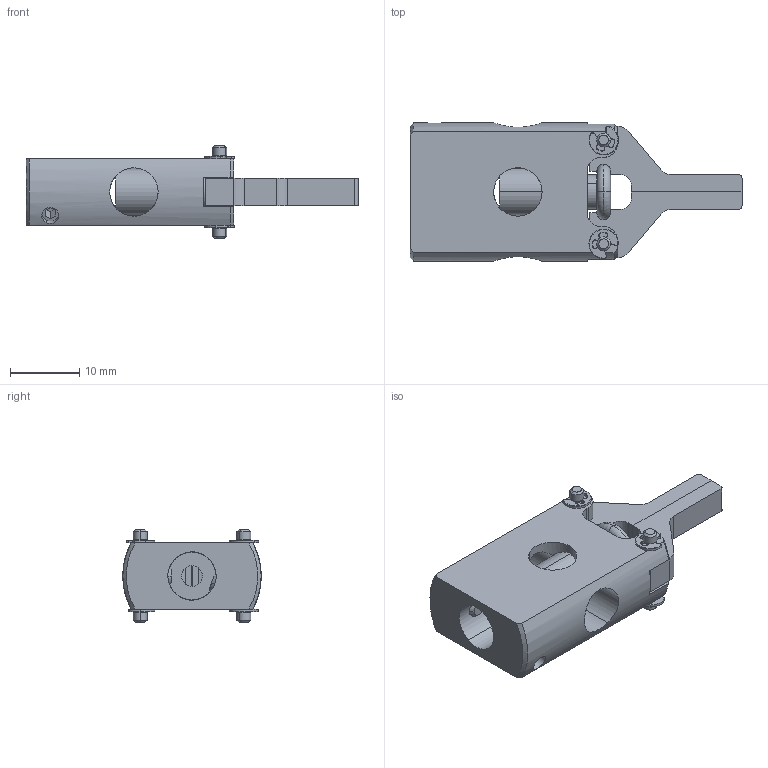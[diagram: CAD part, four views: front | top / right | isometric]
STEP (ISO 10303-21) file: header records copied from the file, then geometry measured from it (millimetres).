
FILE_DESCRIPTION(('CATIA V5 STEP Exchange'),'2;1');
FILE_NAME('PGWMS_Rev_B_20190625.stp','2019-06-25T08:41:24+00:00',('none'),('none'),'CATIA Version 5 Release 20 SP 7 (IN-10)','CATIA V5 STEP AP214','none');
FILE_SCHEMA(('AUTOMOTIVE_DESIGN { 1 0 10303 214 1 1 1 1 }'));
Length unit declared in the file: millimetre
Products named in the file (1): PGWMS
Bounding box: 48 x 20 x 13.4 mm (x, y, z)
Volume: 4504.9 mm3; surface area: 4219.7 mm2
Topology: 4 solids, 4 shells, 398 faces, 1017 edges, 643 vertices
Faces by surface type: cylinder 172, plane 124, torus 76, cone 26
Entity records: 13702 total; most frequent: CARTESIAN_POINT 2483, ORIENTED_EDGE 2034, DIRECTION 1572, EDGE_CURVE 1017, AXIS2_PLACEMENT_3D 849, VERTEX_POINT 643, CIRCLE 537, EDGE_LOOP 438
